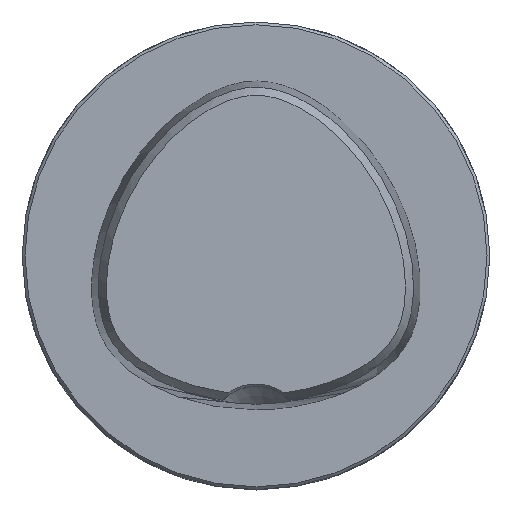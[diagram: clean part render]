
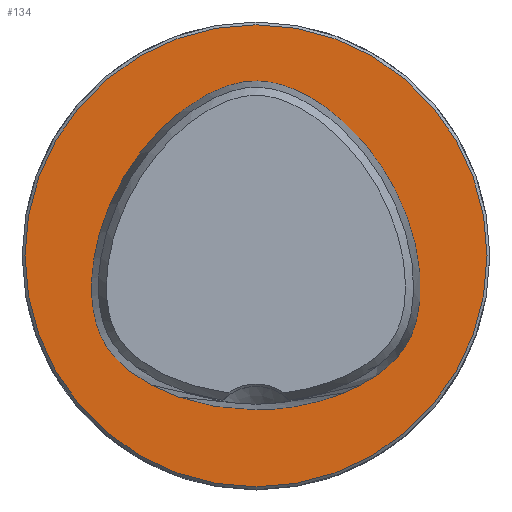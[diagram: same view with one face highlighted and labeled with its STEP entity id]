
A CAD part, top view. The second image highlights one B-rep face of the part: STEP entity #134.
In plain terms, the highlighted planar face has unit normal (0, 0, 1).
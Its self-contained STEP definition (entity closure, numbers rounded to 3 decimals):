
#116=FACE_BOUND('',#215,.T.);
#117=FACE_BOUND('',#216,.T.);
#134=ADVANCED_FACE('CU_E_LO_SU_1',(#116,#117),#165,.F.);
#165=PLANE('',#586);
#215=EDGE_LOOP('',(#308));
#216=EDGE_LOOP('',(#309));
#254=CIRCLE('',#585,24.7);
#308=ORIENTED_EDGE('',*,*,#452,.T.);
#309=ORIENTED_EDGE('',*,*,#490,.T.);
#403=VERTEX_POINT('',#1112);
#440=VERTEX_POINT('',#1569);
#452=EDGE_CURVE('',#403,#403,#519,.T.);
#490=EDGE_CURVE('',#440,#440,#254,.T.);
#519=B_SPLINE_CURVE_WITH_KNOTS('',3,(#1049,#1050,#1051,#1052,#1053,#1054,
#1055,#1056,#1057,#1058,#1059,#1060,#1061,#1062,#1063,#1064,#1065,#1066,
#1067,#1068,#1069,#1070,#1071,#1072,#1073,#1074,#1075,#1076,#1077,#1078,
#1079,#1080,#1081,#1082,#1083,#1084,#1085,#1086,#1087,#1088,#1089,#1090,
#1091,#1092,#1093,#1094,#1095,#1096,#1097,#1098,#1099,#1100,#1101,#1102,
#1103,#1104,#1105,#1106,#1107,#1108,#1109,#1110,#1111),.UNSPECIFIED.,.T.,
 .F.,(1,1,2,1,1,1,1,1,1,1,1,1,1,1,1,1,1,1,1,1,1,1,1,1,1,1,1,1,1,1,1,1,1,
1,1,1,1,1,1,1,1,1,1,1,1,1,1,1,1,1,1,1,1,1,1,1,1,1,1,1,1,1,2,1,1),(-0.063,
-0.031,0.,0.031,0.063,0.078,0.094,0.109,0.125,0.141,0.156,
0.164,0.172,0.18,0.188,0.203,0.219,0.234,0.25,0.266,
0.281,0.313,0.344,0.359,0.375,0.406,0.422,0.438,0.453,
0.469,0.484,0.492,0.5,0.508,0.516,0.531,0.547,0.563,
0.578,0.594,0.625,0.641,0.656,0.688,0.719,0.734,0.75,0.766,
0.781,0.797,0.813,0.82,0.828,0.836,0.844,0.859,0.875,
0.891,0.906,0.922,0.938,0.969,1.,1.031,1.063),
 .UNSPECIFIED.);
#585=AXIS2_PLACEMENT_3D('',#1568,#664,#665);
#586=AXIS2_PLACEMENT_3D('',#1570,#666,#667);
#664=DIRECTION('',(0.,0.,1.));
#665=DIRECTION('',(1.,0.,0.));
#666=DIRECTION('',(0.,0.,-1.));
#667=DIRECTION('',(-1.,0.,0.));
#1049=CARTESIAN_POINT('',(1.148,-16.455,0.));
#1050=CARTESIAN_POINT('',(-1.148,-16.455,0.));
#1051=CARTESIAN_POINT('',(-3.446,-16.307,0.));
#1052=CARTESIAN_POINT('',(-6.27,-15.742,0.));
#1053=CARTESIAN_POINT('',(-8.462,-15.051,0.));
#1054=CARTESIAN_POINT('',(-10.063,-14.406,0.));
#1055=CARTESIAN_POINT('',(-11.604,-13.626,0.));
#1056=CARTESIAN_POINT('',(-13.064,-12.701,0.));
#1057=CARTESIAN_POINT('',(-14.411,-11.614,0.));
#1058=CARTESIAN_POINT('',(-15.395,-10.552,0.));
#1059=CARTESIAN_POINT('',(-16.054,-9.603,0.));
#1060=CARTESIAN_POINT('',(-16.475,-8.844,0.));
#1061=CARTESIAN_POINT('',(-16.819,-8.048,0.));
#1062=CARTESIAN_POINT('',(-17.179,-6.952,0.));
#1063=CARTESIAN_POINT('',(-17.466,-5.536,0.));
#1064=CARTESIAN_POINT('',(-17.599,-3.812,0.));
#1065=CARTESIAN_POINT('',(-17.556,-2.085,0.));
#1066=CARTESIAN_POINT('',(-17.361,-0.371,0.));
#1067=CARTESIAN_POINT('',(-17.031,1.323,0.));
#1068=CARTESIAN_POINT('',(-16.424,3.54,0.));
#1069=CARTESIAN_POINT('',(-15.38,6.223,0.));
#1070=CARTESIAN_POINT('',(-13.995,8.746,0.));
#1071=CARTESIAN_POINT('',(-12.698,10.643,0.));
#1072=CARTESIAN_POINT('',(-11.279,12.451,0.));
#1073=CARTESIAN_POINT('',(-9.68,14.11,0.));
#1074=CARTESIAN_POINT('',(-7.907,15.575,0.));
#1075=CARTESIAN_POINT('',(-6.49,16.562,0.));
#1076=CARTESIAN_POINT('',(-4.988,17.415,0.));
#1077=CARTESIAN_POINT('',(-3.4,18.102,0.));
#1078=CARTESIAN_POINT('',(-2.009,18.496,0.));
#1079=CARTESIAN_POINT('',(-0.866,18.666,0.));
#1080=CARTESIAN_POINT('',(0.,18.71,0.));
#1081=CARTESIAN_POINT('',(0.866,18.666,0.));
#1082=CARTESIAN_POINT('',(2.009,18.496,0.));
#1083=CARTESIAN_POINT('',(3.4,18.102,0.));
#1084=CARTESIAN_POINT('',(4.988,17.415,0.));
#1085=CARTESIAN_POINT('',(6.49,16.562,0.));
#1086=CARTESIAN_POINT('',(7.907,15.575,0.));
#1087=CARTESIAN_POINT('',(9.68,14.11,0.));
#1088=CARTESIAN_POINT('',(11.279,12.451,0.));
#1089=CARTESIAN_POINT('',(12.698,10.643,0.));
#1090=CARTESIAN_POINT('',(13.995,8.746,0.));
#1091=CARTESIAN_POINT('',(15.38,6.223,0.));
#1092=CARTESIAN_POINT('',(16.424,3.54,0.));
#1093=CARTESIAN_POINT('',(17.031,1.323,0.));
#1094=CARTESIAN_POINT('',(17.361,-0.371,0.));
#1095=CARTESIAN_POINT('',(17.556,-2.085,0.));
#1096=CARTESIAN_POINT('',(17.599,-3.812,0.));
#1097=CARTESIAN_POINT('',(17.466,-5.536,0.));
#1098=CARTESIAN_POINT('',(17.179,-6.952,0.));
#1099=CARTESIAN_POINT('',(16.819,-8.048,0.));
#1100=CARTESIAN_POINT('',(16.475,-8.844,0.));
#1101=CARTESIAN_POINT('',(16.054,-9.603,0.));
#1102=CARTESIAN_POINT('',(15.395,-10.552,0.));
#1103=CARTESIAN_POINT('',(14.411,-11.614,0.));
#1104=CARTESIAN_POINT('',(13.064,-12.701,0.));
#1105=CARTESIAN_POINT('',(11.604,-13.626,0.));
#1106=CARTESIAN_POINT('',(10.063,-14.406,0.));
#1107=CARTESIAN_POINT('',(8.462,-15.051,0.));
#1108=CARTESIAN_POINT('',(6.27,-15.742,0.));
#1109=CARTESIAN_POINT('',(3.446,-16.307,0.));
#1110=CARTESIAN_POINT('',(1.148,-16.455,0.));
#1111=CARTESIAN_POINT('',(-1.148,-16.455,0.));
#1112=CARTESIAN_POINT('',(0.,-16.455,0.));
#1568=CARTESIAN_POINT('',(0.,0.,0.));
#1569=CARTESIAN_POINT('',(24.7,0.,0.));
#1570=CARTESIAN_POINT('',(0.,1.113,0.));
